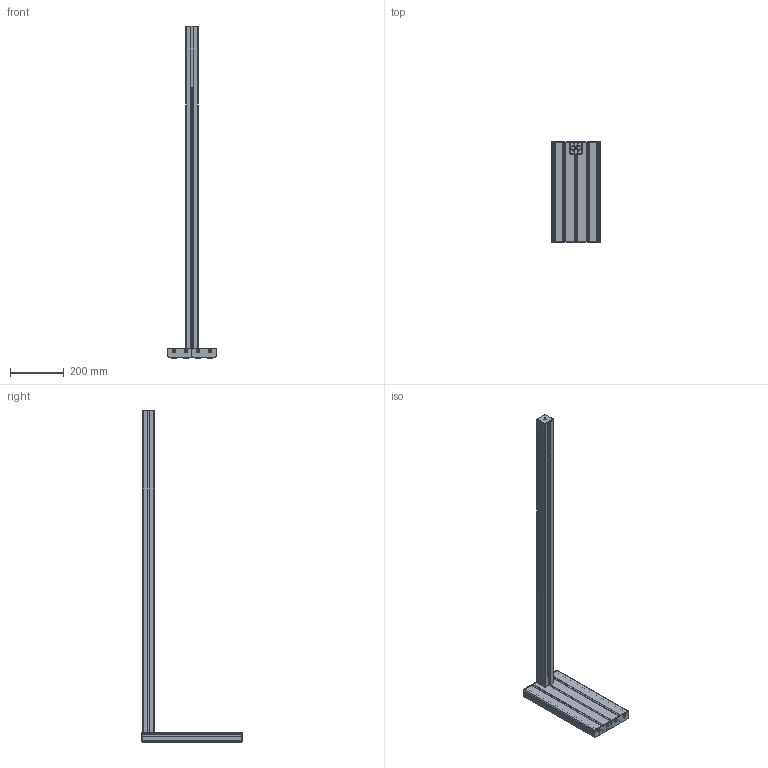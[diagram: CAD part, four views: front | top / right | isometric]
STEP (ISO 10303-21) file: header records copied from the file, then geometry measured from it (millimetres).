
FILE_DESCRIPTION(/* description */ (''),/* implementation_level */ '2;1');
FILE_NAME(/* name */ '290137-0.step',/* time_stamp */ '2021-09-06T08:28:08+02:00',/* author */ ('Molter'),/* organization */ (''),/* preprocessor_version */ 'ST-DEVELOPER v18.1',/* originating_system */ 'Autodesk Inventor 2021',/* authorisation */ '');
FILE_SCHEMA (('AUTOMOTIVE_DESIGN { 1 0 10303 214 3 1 1 }'));
Length unit declared in the file: millimetre
Products named in the file (10): MTW_1-00075075; MTW_1-00067740; MTW_1-00075077; 22-1056-0FZ.005; MTW_1-00067749; MTW_1-00067759; 22-1004-1FZ.001; MTW_1-00124174; MTW_1-00124168; 21-1666-0FZ.001
Assembly tree (20 placements, depth 3):
  MTW_1-00075075
    MTW_1-00067740
    MTW_1-00075077
    22-1056-0FZ.005
    MTW_1-00067749  x5
    MTW_1-00067759  x4
    22-1004-1FZ.001
    MTW_1-00124174  x4
      MTW_1-00124168
      21-1666-0FZ.001
Bounding box: 180 x 376 x 1238 mm (x, y, z)
Volume: 2493293.1 mm3; surface area: 1417677.3 mm2
Topology: 25 solids, 25 shells, 867 faces, 2356 edges, 1566 vertices
Faces by surface type: plane 521, cylinder 315, torus 19, cone 8, bspline 4
Full cylindrical faces by diameter (mm): 5 x1, 5.5 x1, 7.5 x7, 8 x8, 8.5 x8, 12 x8, 13 x8
Entity records: 16517 total; most frequent: CARTESIAN_POINT 2823, DIRECTION 2739, ORIENTED_EDGE 2702, EDGE_CURVE 1351, LINE 963, VECTOR 963, VERTEX_POINT 896, AXIS2_PLACEMENT_3D 888
